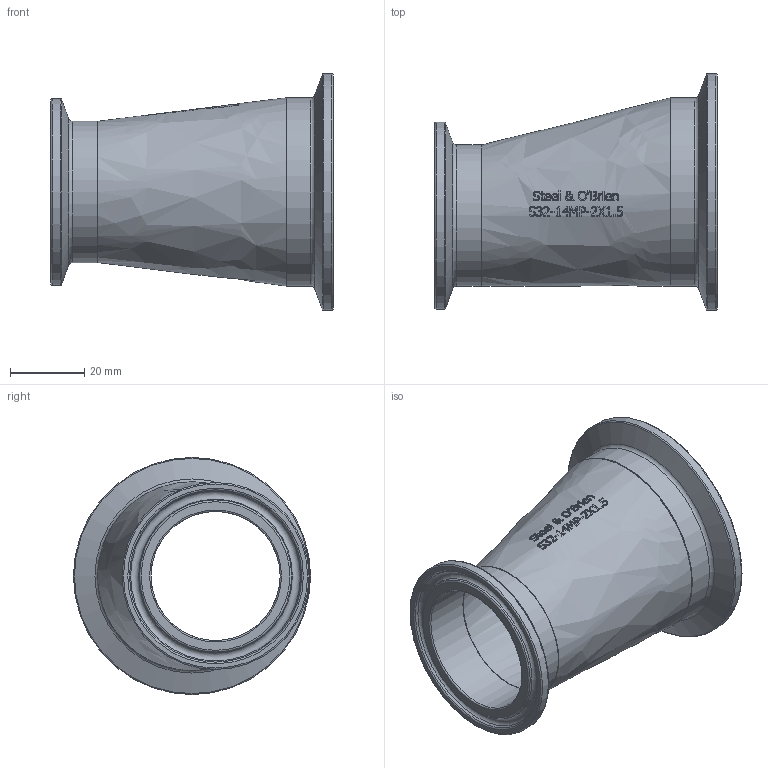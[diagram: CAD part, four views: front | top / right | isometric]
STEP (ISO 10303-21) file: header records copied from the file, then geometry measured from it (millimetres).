
FILE_DESCRIPTION(/* description */ (''),/* implementation_level */ '2;1');
FILE_NAME(/* name */ 'S32-14MP-2X15.stp',/* time_stamp */ '2018-11-27T13:31:14-05:00',/* author */ ('rick'),/* organization */ (''),/* preprocessor_version */ 'ST-DEVELOPER v15.2',/* originating_system */ 'Autodesk Inventor 2014',/* authorisation */ '');
FILE_SCHEMA (('AUTOMOTIVE_DESIGN { 1 0 10303 214 3 1 1 }'));
Length unit declared in the file: inch
Products named in the file (1): S32-14MP-2X15
Bounding box: 76.2 x 63.91 x 63.91 mm (x, y, z)
Volume: 23892.6 mm3; surface area: 25332.3 mm2
Topology: 1 solids, 1 shells, 475 faces, 1285 edges, 850 vertices
Faces by surface type: bspline 247, plane 198, torus 18, cylinder 6, cone 6
Full cylindrical faces by diameter (mm): 34.798 x1, 38.1 x1, 47.498 x1, 50.394 x1, 50.8 x1, 63.906 x1
Entity records: 19039 total; most frequent: CARTESIAN_POINT 9140, ORIENTED_EDGE 2510, EDGE_CURVE 1255, DIRECTION 1164, VERTEX_POINT 850, B_SPLINE_CURVE_WITH_KNOTS 627, EDGE_LOOP 545, ADVANCED_FACE 475
